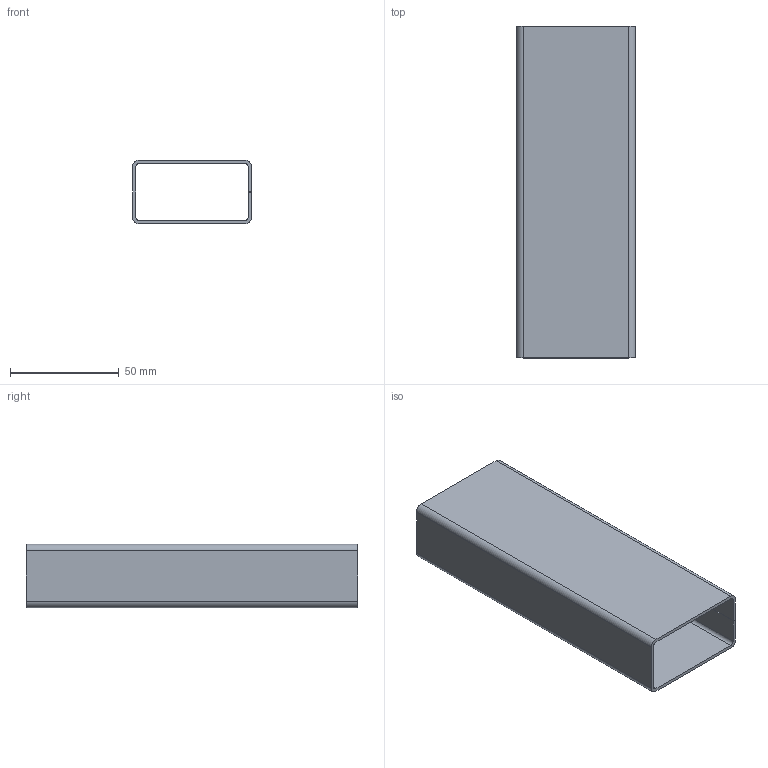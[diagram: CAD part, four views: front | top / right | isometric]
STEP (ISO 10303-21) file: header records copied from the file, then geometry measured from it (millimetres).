
FILE_DESCRIPTION((''),'2;1');
FILE_NAME('SG1426.STP', '2021-03-02T21:01:35',(''), (''), 'KCM Version 2.0.6974.6974', 'KeyCreator Pro', '');
FILE_SCHEMA(('AUTOMOTIVE_DESIGN'));
Length unit declared in the file: inch
Bounding box: 54.61 x 152.4 x 29.21 mm (x, y, z)
Volume: 36584.7 mm3; surface area: 48956 mm2
Topology: 1 solids, 1 shells, 22 faces, 60 edges, 40 vertices
Faces by surface type: plane 14, cylinder 8
Entity records: 725 total; most frequent: CARTESIAN_POINT 123, DIRECTION 122, ORIENTED_EDGE 120, EDGE_CURVE 60, VECTOR 44, LINE 44, VERTEX_POINT 40, AXIS2_PLACEMENT_3D 39
